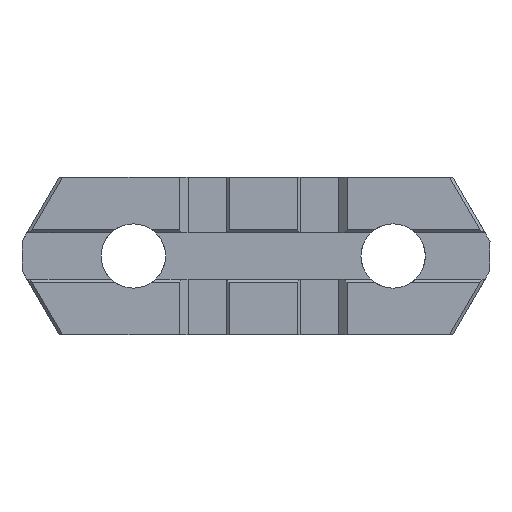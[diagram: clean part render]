
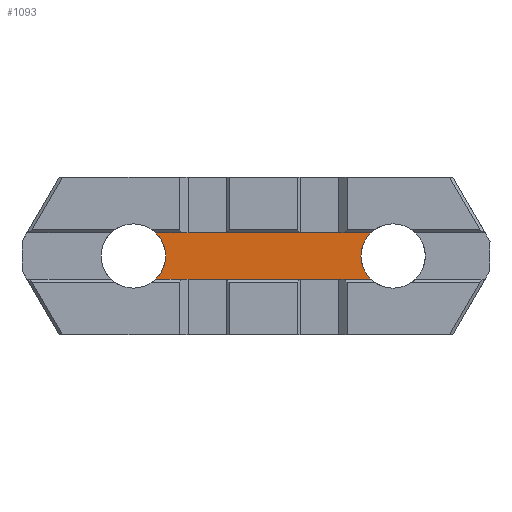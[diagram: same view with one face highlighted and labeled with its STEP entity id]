
A CAD part, front view. The second image highlights one B-rep face of the part: STEP entity #1093.
In plain terms, the highlighted planar face has unit normal (0, -1, 0).
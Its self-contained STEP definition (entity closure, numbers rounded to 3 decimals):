
#325 = AXIS2_PLACEMENT_3D ( 'NONE', #1930, #2593, #2224 ) ;
#328 = VERTEX_POINT ( 'NONE', #4778 ) ;
#477 = AXIS2_PLACEMENT_3D ( 'NONE', #3433, #3057, #1542 ) ;
#602 = CARTESIAN_POINT ( 'NONE',  ( 22.844, 7., -3.97 ) ) ;
#643 = EDGE_LOOP ( 'NONE', ( #4963, #4853, #1271, #2770 ) ) ;
#681 = PLANE ( 'NONE',  #477 ) ;
#723 = AXIS2_PLACEMENT_3D ( 'NONE', #1732, #4418, #980 ) ;
#852 = EDGE_CURVE ( 'NONE', #4783, #880, #1077, .T. ) ;
#880 = VERTEX_POINT ( 'NONE', #3308 ) ;
#980 = DIRECTION ( 'NONE',  ( 0., 0., 1. ) ) ;
#1077 = LINE ( 'NONE', #1848, #1195 ) ;
#1093 = ADVANCED_FACE ( 'NONE', ( #3743 ), #681, .F. ) ;
#1195 = VECTOR ( 'NONE', #1478, 1000. ) ;
#1271 = ORIENTED_EDGE ( 'NONE', *, *, #852, .T. ) ;
#1478 = DIRECTION ( 'NONE',  ( 1., 0., 0. ) ) ;
#1493 = DIRECTION ( 'NONE',  ( 1., 0., 0. ) ) ;
#1542 = DIRECTION ( 'NONE',  ( 0., 0., 1. ) ) ;
#1732 = CARTESIAN_POINT ( 'NONE',  ( 19.038, 7., 0. ) ) ;
#1848 = CARTESIAN_POINT ( 'NONE',  ( 0., 7., -3.97 ) ) ;
#1930 = CARTESIAN_POINT ( 'NONE',  ( 63.438, 7., 0. ) ) ;
#2224 = DIRECTION ( 'NONE',  ( 0., 0., 1. ) ) ;
#2391 = CARTESIAN_POINT ( 'NONE',  ( 59.631, 7., 3.97 ) ) ;
#2567 = EDGE_CURVE ( 'NONE', #4783, #328, #2628, .T. ) ;
#2593 = DIRECTION ( 'NONE',  ( 0., 1., 0. ) ) ;
#2628 = CIRCLE ( 'NONE', #723, 5.5 ) ;
#2770 = ORIENTED_EDGE ( 'NONE', *, *, #4447, .T. ) ;
#3057 = DIRECTION ( 'NONE',  ( 0., 1., 0. ) ) ;
#3080 = EDGE_CURVE ( 'NONE', #328, #4929, #4533, .T. ) ;
#3308 = CARTESIAN_POINT ( 'NONE',  ( 59.631, 7., -3.97 ) ) ;
#3433 = CARTESIAN_POINT ( 'NONE',  ( 0., 7., -3.97 ) ) ;
#3743 = FACE_OUTER_BOUND ( 'NONE', #643, .T. ) ;
#4418 = DIRECTION ( 'NONE',  ( 0., -1., 0. ) ) ;
#4447 = EDGE_CURVE ( 'NONE', #880, #4929, #4659, .T. ) ;
#4480 = CARTESIAN_POINT ( 'NONE',  ( 0., 7., 3.97 ) ) ;
#4533 = LINE ( 'NONE', #4480, #4827 ) ;
#4659 = CIRCLE ( 'NONE', #325, 5.5 ) ;
#4778 = CARTESIAN_POINT ( 'NONE',  ( 22.844, 7., 3.97 ) ) ;
#4783 = VERTEX_POINT ( 'NONE', #602 ) ;
#4827 = VECTOR ( 'NONE', #1493, 1000. ) ;
#4853 = ORIENTED_EDGE ( 'NONE', *, *, #2567, .F. ) ;
#4929 = VERTEX_POINT ( 'NONE', #2391 ) ;
#4963 = ORIENTED_EDGE ( 'NONE', *, *, #3080, .F. ) ;
